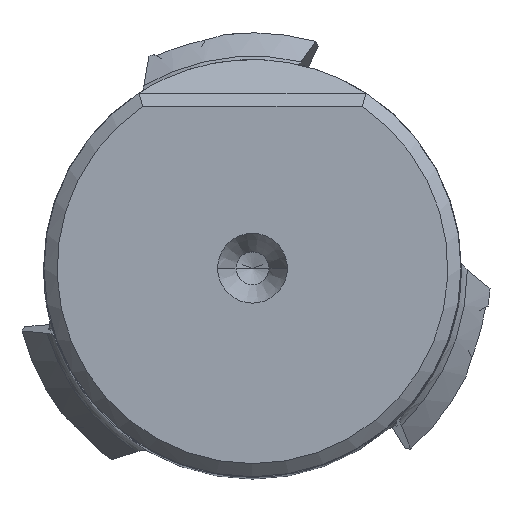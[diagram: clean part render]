
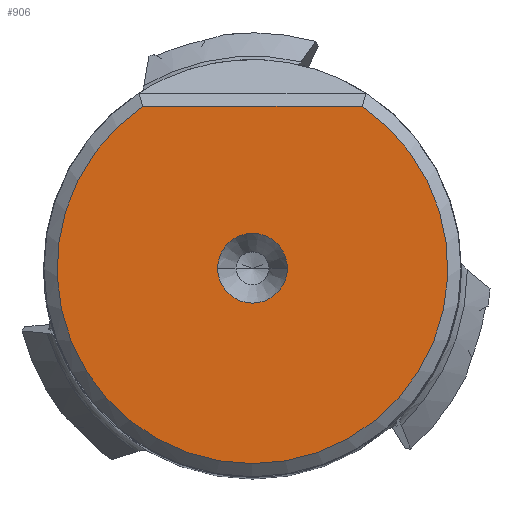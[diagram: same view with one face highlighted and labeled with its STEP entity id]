
A CAD part, top view. The second image highlights one B-rep face of the part: STEP entity #906.
In plain terms, the highlighted planar face has unit normal (0, 0, 1).
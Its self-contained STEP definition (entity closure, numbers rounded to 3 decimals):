
#906=ADVANCED_FACE('',(#1109,#1110),#1071,.T.);
#1071=PLANE('',#5567);
#1109=FACE_BOUND('',#1271,.T.);
#1110=FACE_BOUND('',#1272,.T.);
#1271=EDGE_LOOP('',(#3035,#3036,#3037));
#1272=EDGE_LOOP('',(#3038,#3039));
#1588=CIRCLE('',#5561,14.84);
#1589=CIRCLE('',#5562,14.84);
#1590=CIRCLE('',#5565,2.65);
#1591=CIRCLE('',#5566,2.65);
#1836=LINE('',#9908,#2028);
#2028=VECTOR('',#6697,1.);
#3035=ORIENTED_EDGE('',*,*,#4749,.T.);
#3036=ORIENTED_EDGE('',*,*,#4747,.F.);
#3037=ORIENTED_EDGE('',*,*,#4746,.F.);
#3038=ORIENTED_EDGE('',*,*,#4750,.F.);
#3039=ORIENTED_EDGE('',*,*,#4751,.F.);
#4059=VERTEX_POINT('',#9896);
#4060=VERTEX_POINT('',#9898);
#4061=VERTEX_POINT('',#9900);
#4062=VERTEX_POINT('',#9911);
#4063=VERTEX_POINT('',#9912);
#4746=EDGE_CURVE('',#4059,#4060,#1588,.T.);
#4747=EDGE_CURVE('',#4060,#4061,#1589,.T.);
#4749=EDGE_CURVE('',#4059,#4061,#1836,.T.);
#4750=EDGE_CURVE('',#4062,#4063,#1590,.T.);
#4751=EDGE_CURVE('',#4063,#4062,#1591,.T.);
#5561=AXIS2_PLACEMENT_3D('',#9897,#6691,#6692);
#5562=AXIS2_PLACEMENT_3D('',#9899,#6693,#6694);
#5565=AXIS2_PLACEMENT_3D('',#9910,#6700,#6701);
#5566=AXIS2_PLACEMENT_3D('',#9913,#6702,#6703);
#5567=AXIS2_PLACEMENT_3D('',#9914,#6704,#6705);
#6691=DIRECTION('',(0.,0.,-1.));
#6692=DIRECTION('',(0.561,0.828,0.));
#6693=DIRECTION('',(0.,0.,-1.));
#6694=DIRECTION('',(0.,-1.,0.));
#6697=DIRECTION('',(-1.,0.,0.));
#6700=DIRECTION('',(0.,0.,1.));
#6701=DIRECTION('',(-1.,0.,0.));
#6702=DIRECTION('',(0.,0.,1.));
#6703=DIRECTION('',(1.,0.,0.));
#6704=DIRECTION('',(0.,0.,1.));
#6705=DIRECTION('',(-1.,0.,0.));
#9896=CARTESIAN_POINT('',(8.325,12.285,0.));
#9897=CARTESIAN_POINT('',(0.,0.,0.));
#9898=CARTESIAN_POINT('',(0.,-14.84,0.));
#9899=CARTESIAN_POINT('',(0.,0.,0.));
#9900=CARTESIAN_POINT('',(-8.325,12.285,0.));
#9908=CARTESIAN_POINT('',(8.325,12.285,0.));
#9910=CARTESIAN_POINT('',(0.,0.,0.));
#9911=CARTESIAN_POINT('',(-2.65,0.,0.));
#9912=CARTESIAN_POINT('',(2.65,0.,0.));
#9913=CARTESIAN_POINT('',(0.,0.,0.));
#9914=CARTESIAN_POINT('',(0.,-1.277,0.));
